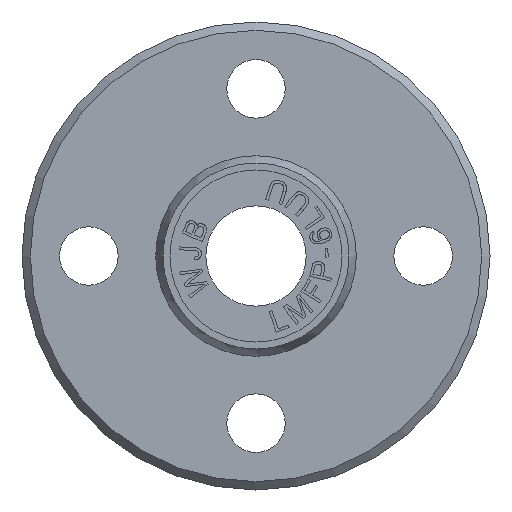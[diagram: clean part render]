
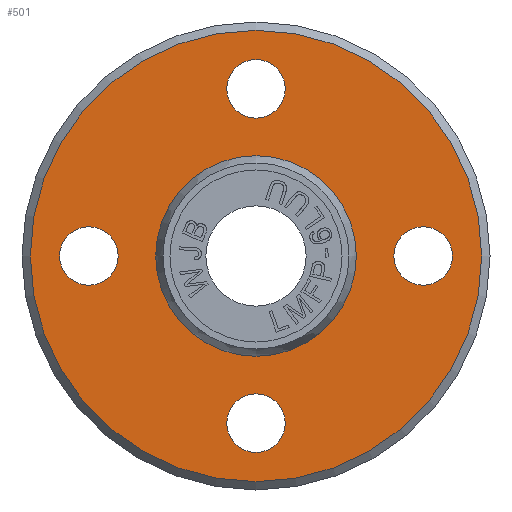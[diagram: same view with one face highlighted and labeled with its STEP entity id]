
A CAD part, left-side view. The second image highlights one B-rep face of the part: STEP entity #501.
In plain terms, the highlighted planar face has unit normal (-1, 0, 0).
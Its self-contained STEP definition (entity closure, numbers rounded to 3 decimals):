
#501=ADVANCED_FACE('',(#1208,#1209,#1210,#1211,#1212,#1213),#855,.T.);
#855=PLANE('',#6411);
#1106=CIRCLE('',#6401,13.5);
#1109=CIRCLE('',#6406,1.75);
#1110=CIRCLE('',#6407,5.809);
#1111=CIRCLE('',#6408,1.75);
#1112=CIRCLE('',#6409,1.75);
#1113=CIRCLE('',#6410,1.75);
#1208=FACE_BOUND('',#1333,.T.);
#1209=FACE_BOUND('',#1334,.T.);
#1210=FACE_BOUND('',#1335,.T.);
#1211=FACE_BOUND('',#1336,.T.);
#1212=FACE_BOUND('',#1337,.T.);
#1213=FACE_BOUND('',#1338,.T.);
#1333=EDGE_LOOP('',(#3004));
#1334=EDGE_LOOP('',(#3005));
#1335=EDGE_LOOP('',(#3006));
#1336=EDGE_LOOP('',(#3007));
#1337=EDGE_LOOP('',(#3008));
#1338=EDGE_LOOP('',(#3009));
#3004=ORIENTED_EDGE('',*,*,#5337,.F.);
#3005=ORIENTED_EDGE('',*,*,#5334,.T.);
#3006=ORIENTED_EDGE('',*,*,#5338,.T.);
#3007=ORIENTED_EDGE('',*,*,#5339,.F.);
#3008=ORIENTED_EDGE('',*,*,#5340,.F.);
#3009=ORIENTED_EDGE('',*,*,#5341,.F.);
#4742=VERTEX_POINT('',#9413);
#4745=VERTEX_POINT('',#9421);
#4746=VERTEX_POINT('',#9423);
#4747=VERTEX_POINT('',#9425);
#4748=VERTEX_POINT('',#9427);
#4749=VERTEX_POINT('',#9429);
#5334=EDGE_CURVE('',#4742,#4742,#1106,.T.);
#5337=EDGE_CURVE('',#4745,#4745,#1109,.T.);
#5338=EDGE_CURVE('',#4746,#4746,#1110,.T.);
#5339=EDGE_CURVE('',#4747,#4747,#1111,.T.);
#5340=EDGE_CURVE('',#4748,#4748,#1112,.T.);
#5341=EDGE_CURVE('',#4749,#4749,#1113,.T.);
#6401=AXIS2_PLACEMENT_3D('',#9412,#6941,#6942);
#6406=AXIS2_PLACEMENT_3D('',#9420,#6951,#6952);
#6407=AXIS2_PLACEMENT_3D('',#9422,#6953,#6954);
#6408=AXIS2_PLACEMENT_3D('',#9424,#6955,#6956);
#6409=AXIS2_PLACEMENT_3D('',#9426,#6957,#6958);
#6410=AXIS2_PLACEMENT_3D('',#9428,#6959,#6960);
#6411=AXIS2_PLACEMENT_3D('',#9430,#6961,#6962);
#6941=DIRECTION('',(-1.,0.,0.));
#6942=DIRECTION('',(0.,0.,1.));
#6951=DIRECTION('',(-1.,0.,0.));
#6952=DIRECTION('',(0.,0.,1.));
#6953=DIRECTION('',(1.,0.,0.));
#6954=DIRECTION('',(0.,0.,-1.));
#6955=DIRECTION('',(-1.,0.,0.));
#6956=DIRECTION('',(0.,0.,1.));
#6957=DIRECTION('',(-1.,0.,0.));
#6958=DIRECTION('',(0.,0.,1.));
#6959=DIRECTION('',(-1.,0.,0.));
#6960=DIRECTION('',(0.,0.,1.));
#6961=DIRECTION('',(-1.,0.,0.));
#6962=DIRECTION('',(0.,0.,-1.));
#9412=CARTESIAN_POINT('',(-4.,0.,0.));
#9413=CARTESIAN_POINT('',(-4.,0.,-13.5));
#9420=CARTESIAN_POINT('',(-4.,10.,0.));
#9421=CARTESIAN_POINT('',(-4.,10.,1.75));
#9422=CARTESIAN_POINT('',(-4.,0.,0.));
#9423=CARTESIAN_POINT('',(-4.,0.,-5.809));
#9424=CARTESIAN_POINT('',(-4.,-10.,0.));
#9425=CARTESIAN_POINT('',(-4.,-10.,1.75));
#9426=CARTESIAN_POINT('',(-4.,0.,-10.));
#9427=CARTESIAN_POINT('',(-4.,0.,-8.25));
#9428=CARTESIAN_POINT('',(-4.,0.,10.));
#9429=CARTESIAN_POINT('',(-4.,0.,11.75));
#9430=CARTESIAN_POINT('',(-4.,0.,-9.905));
